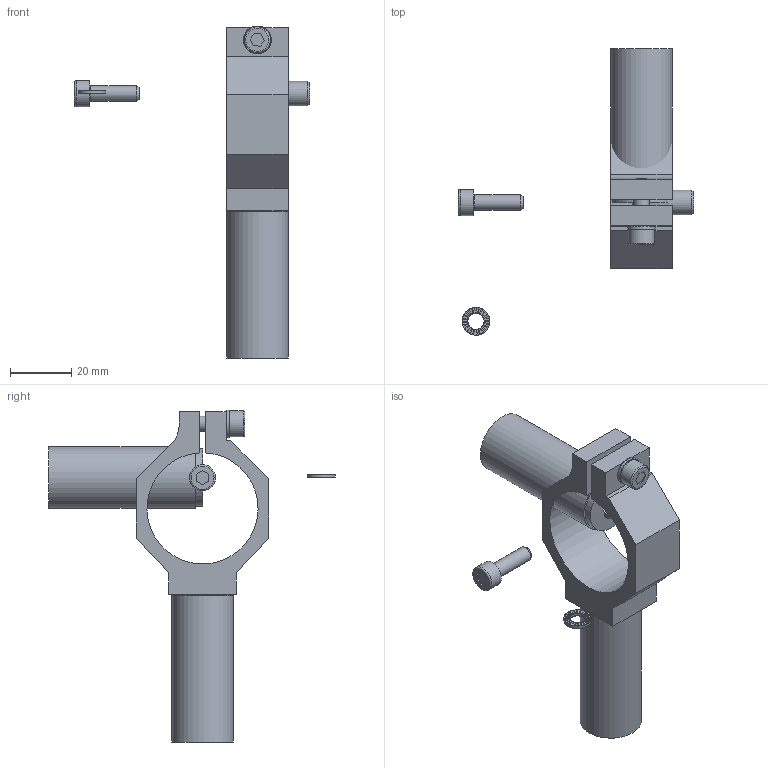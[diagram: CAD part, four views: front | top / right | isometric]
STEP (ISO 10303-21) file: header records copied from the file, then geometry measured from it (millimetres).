
FILE_DESCRIPTION( ( 'Unknown' ), '1' );
FILE_NAME( 'CA.04.10.36.stp', 'Unknown', ( 'Unknown' ), ( 'Unknown' ), 'PSStep 13.0', 'Unknown', ' ' );
FILE_SCHEMA( ( 'AUTOMOTIVE_DESIGN { 1 0 10303 214 1 1 1 1 }' ) );
Length unit declared in the file: millimetre
Products named in the file (6): Assem1; 04.10.01; R.5.SCH; V-tcei M  5 x 16; G-EI M  8 x 20; 04-10-36-01
Bounding box: 76.46 x 93.14 x 108.01 mm (x, y, z)
Volume: 64178.4 mm3; surface area: 27298.7 mm2
Topology: 8 solids, 10 shells, 508 faces, 1432 edges, 950 vertices
Faces by surface type: plane 470, cylinder 28, cone 6, torus 4
Full cylindrical faces by diameter (mm): 4.134 x2, 5 x2, 5.2 x2, 5.3 x2, 6.647 x2, 6.917 x2, 8 x2, 8.5 x2, 9 x2, 18.8 x2, 19 x2, 20 x2
Entity records: 10031 total; most frequent: CARTESIAN_POINT 1440, DIRECTION 1433, ORIENTED_EDGE 1386, EDGE_CURVE 693, AXIS2_PLACEMENT_3D 481, LINE 471, VECTOR 471, VERTEX_POINT 470
